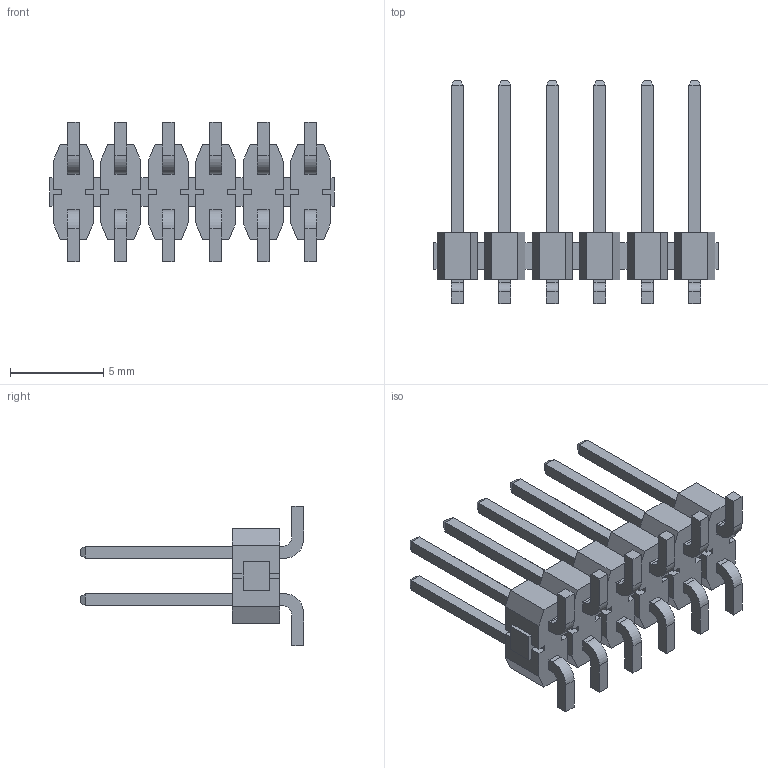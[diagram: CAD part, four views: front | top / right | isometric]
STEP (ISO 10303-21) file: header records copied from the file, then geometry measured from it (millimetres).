
FILE_DESCRIPTION (( 'STEP AP214' ), '1' );
FILE_NAME ('TSM_106_02_L_DV.STEP', '2021-02-18T13:19:54', ( '' ), ( '' ), 'SwSTEP 2.0', 'SolidWorks 2018', '' );
FILE_SCHEMA (( 'AUTOMOTIVE_DESIGN' ));
Length unit declared in the file: millimetre
Products named in the file (3): TSM_106_02_L_DV_5; TSM_106_02_L_DV_3; TSM_106_02_L_DV
Assembly tree (2 placements, depth 2):
  TSM_106_02_L_DV
    TSM_106_02_L_DV_3
    TSM_106_02_L_DV_5
Bounding box: 15.24 x 11.94 x 7.44 mm (x, y, z)
Volume: 215.6 mm3; surface area: 852.4 mm2
Topology: 2 solids, 2 shells, 460 faces, 1320 edges, 864 vertices
Faces by surface type: plane 436, cylinder 24
Entity records: 14866 total; most frequent: CARTESIAN_POINT 2649, ORIENTED_EDGE 2640, DIRECTION 2298, EDGE_CURVE 1320, LINE 1272, VECTOR 1272, VERTEX_POINT 864, AXIS2_PLACEMENT_3D 513
